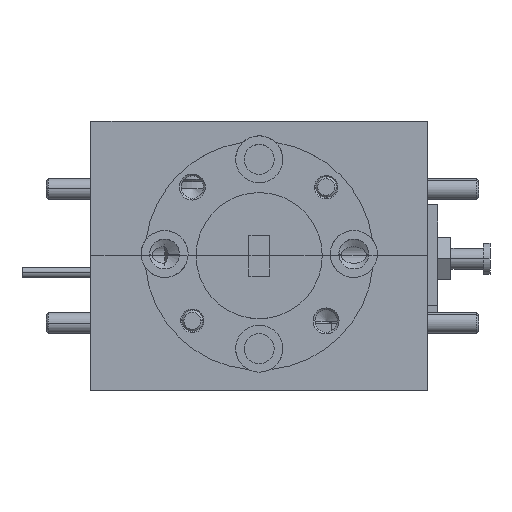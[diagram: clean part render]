
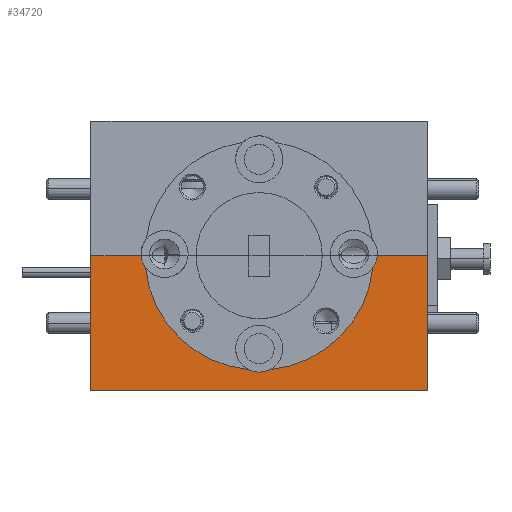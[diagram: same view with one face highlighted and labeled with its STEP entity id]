
A CAD part, top view. The second image highlights one B-rep face of the part: STEP entity #34720.
In plain terms, the highlighted planar face has unit normal (0, 0, 1).
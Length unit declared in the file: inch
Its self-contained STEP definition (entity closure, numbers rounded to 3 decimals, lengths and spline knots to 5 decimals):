
#87 = CIRCLE ( 'NONE', #32956, 0.34 ) ;
#1301 = CARTESIAN_POINT ( 'NONE',  ( 0., 0.12375, 0.55 ) ) ;
#1393 = FACE_OUTER_BOUND ( 'NONE', #6830, .T. ) ;
#1625 = CARTESIAN_POINT ( 'NONE',  ( -0.5, 0.4, 0.55 ) ) ;
#1850 = ORIENTED_EDGE ( 'NONE', *, *, #19929, .F. ) ;
#2258 = ORIENTED_EDGE ( 'NONE', *, *, #8104, .T. ) ;
#2462 = ORIENTED_EDGE ( 'NONE', *, *, #15667, .F. ) ;
#2743 = CARTESIAN_POINT ( 'NONE',  ( 0.5, 0., 0.55 ) ) ;
#3428 = AXIS2_PLACEMENT_3D ( 'NONE', #3527, #27796, #25382 ) ;
#3527 = CARTESIAN_POINT ( 'NONE',  ( 0.5, 0.4, 0.55 ) ) ;
#3645 = AXIS2_PLACEMENT_3D ( 'NONE', #33804, #17561, #33577 ) ;
#3743 = AXIS2_PLACEMENT_3D ( 'NONE', #31570, #15246, #6546 ) ;
#4021 = CIRCLE ( 'NONE', #3743, 0.07 ) ;
#4561 = CARTESIAN_POINT ( 'NONE',  ( 0.5, 0.4, 0.55 ) ) ;
#4995 = CARTESIAN_POINT ( 'NONE',  ( 0., 0.4, 0.55 ) ) ;
#5787 = CARTESIAN_POINT ( 'NONE',  ( -0.5, 0.4, 0.55 ) ) ;
#5960 = VERTEX_POINT ( 'NONE', #1625 ) ;
#5998 = DIRECTION ( 'NONE',  ( 0., 0., 1. ) ) ;
#6327 = VERTEX_POINT ( 'NONE', #6741 ) ;
#6515 = LINE ( 'NONE', #27457, #14152 ) ;
#6546 = DIRECTION ( 'NONE',  ( 1., 0., 0. ) ) ;
#6618 = CARTESIAN_POINT ( 'NONE',  ( 0.03204, 0.06151, 0.55 ) ) ;
#6741 = CARTESIAN_POINT ( 'NONE',  ( 0.35107, 0.4, 0.55 ) ) ;
#6830 = EDGE_LOOP ( 'NONE', ( #21946, #22162, #13607, #2258, #13532, #1850, #2462, #24030, #9546, #22342 ) ) ;
#7741 = DIRECTION ( 'NONE',  ( 0., 0., 1. ) ) ;
#8104 = EDGE_CURVE ( 'NONE', #5960, #28460, #27479, .T. ) ;
#8762 = CARTESIAN_POINT ( 'NONE',  ( -0.5, 0., 0.55 ) ) ;
#9546 = ORIENTED_EDGE ( 'NONE', *, *, #17755, .F. ) ;
#9927 = DIRECTION ( 'NONE',  ( 1., 0., 0. ) ) ;
#10043 = VECTOR ( 'NONE', #16135, 39.37008 ) ;
#10161 = CARTESIAN_POINT ( 'NONE',  ( -0.33811, 0.36417, 0.55 ) ) ;
#11110 = EDGE_CURVE ( 'NONE', #34152, #6327, #4021, .T. ) ;
#11509 = CARTESIAN_POINT ( 'NONE',  ( 0.5, 0.4, 0.55 ) ) ;
#12077 = DIRECTION ( 'NONE',  ( 0., 0., 1. ) ) ;
#12595 = VERTEX_POINT ( 'NONE', #14507 ) ;
#13532 = ORIENTED_EDGE ( 'NONE', *, *, #26192, .T. ) ;
#13607 = ORIENTED_EDGE ( 'NONE', *, *, #35317, .F. ) ;
#13899 = LINE ( 'NONE', #4561, #27180 ) ;
#14152 = VECTOR ( 'NONE', #16659, 39.37008 ) ;
#14507 = CARTESIAN_POINT ( 'NONE',  ( -0.35107, 0.4, 0.55 ) ) ;
#14745 = CIRCLE ( 'NONE', #3645, 0.07 ) ;
#14852 = DIRECTION ( 'NONE',  ( 1., 0., 0. ) ) ;
#15246 = DIRECTION ( 'NONE',  ( 0., 0., 1. ) ) ;
#15667 = EDGE_CURVE ( 'NONE', #6327, #27771, #13899, .T. ) ;
#16135 = DIRECTION ( 'NONE',  ( 1., 0., 0. ) ) ;
#16521 = CARTESIAN_POINT ( 'NONE',  ( -0.03204, 0.06151, 0.55 ) ) ;
#16659 = DIRECTION ( 'NONE',  ( 1., 0., 0. ) ) ;
#17548 = VECTOR ( 'NONE', #31518, 39.37008 ) ;
#17561 = DIRECTION ( 'NONE',  ( 0., 0., 1. ) ) ;
#17755 = EDGE_CURVE ( 'NONE', #28530, #34152, #87, .T. ) ;
#18624 = EDGE_CURVE ( 'NONE', #29456, #28530, #29959, .T. ) ;
#18964 = CIRCLE ( 'NONE', #33826, 0.34 ) ;
#19238 = AXIS2_PLACEMENT_3D ( 'NONE', #1301, #12077, #14852 ) ;
#19481 = VERTEX_POINT ( 'NONE', #27472 ) ;
#19594 = PLANE ( 'NONE',  #3428 ) ;
#19929 = EDGE_CURVE ( 'NONE', #27771, #19481, #30779, .T. ) ;
#20170 = VECTOR ( 'NONE', #27993, 39.37008 ) ;
#21187 = VERTEX_POINT ( 'NONE', #10161 ) ;
#21946 = ORIENTED_EDGE ( 'NONE', *, *, #33006, .F. ) ;
#22162 = ORIENTED_EDGE ( 'NONE', *, *, #33719, .F. ) ;
#22342 = ORIENTED_EDGE ( 'NONE', *, *, #18624, .F. ) ;
#22883 = LINE ( 'NONE', #2743, #10043 ) ;
#23521 = CARTESIAN_POINT ( 'NONE',  ( 0.5, 0.4, 0.55 ) ) ;
#24030 = ORIENTED_EDGE ( 'NONE', *, *, #11110, .F. ) ;
#24631 = DIRECTION ( 'NONE',  ( 1., 0., 0. ) ) ;
#24972 = CARTESIAN_POINT ( 'NONE',  ( 0., 0.4, 0.55 ) ) ;
#25382 = DIRECTION ( 'NONE',  ( -1., 0., 0. ) ) ;
#26192 = EDGE_CURVE ( 'NONE', #28460, #19481, #22883, .T. ) ;
#27180 = VECTOR ( 'NONE', #9927, 39.37008 ) ;
#27384 = CARTESIAN_POINT ( 'NONE',  ( 0.33811, 0.36417, 0.55 ) ) ;
#27457 = CARTESIAN_POINT ( 'NONE',  ( 0.5, 0.4, 0.55 ) ) ;
#27472 = CARTESIAN_POINT ( 'NONE',  ( 0.5, 0., 0.55 ) ) ;
#27479 = LINE ( 'NONE', #5787, #20170 ) ;
#27771 = VERTEX_POINT ( 'NONE', #11509 ) ;
#27796 = DIRECTION ( 'NONE',  ( 0., 0., -1. ) ) ;
#27993 = DIRECTION ( 'NONE',  ( 0., -1., 0. ) ) ;
#28460 = VERTEX_POINT ( 'NONE', #8762 ) ;
#28530 = VERTEX_POINT ( 'NONE', #6618 ) ;
#29456 = VERTEX_POINT ( 'NONE', #16521 ) ;
#29959 = CIRCLE ( 'NONE', #19238, 0.07 ) ;
#30779 = LINE ( 'NONE', #23521, #17548 ) ;
#31518 = DIRECTION ( 'NONE',  ( 0., -1., 0. ) ) ;
#31570 = CARTESIAN_POINT ( 'NONE',  ( 0.28125, 0.405, 0.55 ) ) ;
#32956 = AXIS2_PLACEMENT_3D ( 'NONE', #24972, #5998, #24631 ) ;
#33006 = EDGE_CURVE ( 'NONE', #21187, #29456, #18964, .T. ) ;
#33577 = DIRECTION ( 'NONE',  ( 1., 0., 0. ) ) ;
#33719 = EDGE_CURVE ( 'NONE', #12595, #21187, #14745, .T. ) ;
#33804 = CARTESIAN_POINT ( 'NONE',  ( -0.28125, 0.405, 0.55 ) ) ;
#33826 = AXIS2_PLACEMENT_3D ( 'NONE', #4995, #7741, #34923 ) ;
#34152 = VERTEX_POINT ( 'NONE', #27384 ) ;
#34720 = ADVANCED_FACE ( 'NONE', ( #1393 ), #19594, .F. ) ;
#34923 = DIRECTION ( 'NONE',  ( 1., 0., 0. ) ) ;
#35317 = EDGE_CURVE ( 'NONE', #5960, #12595, #6515, .T. ) ;
